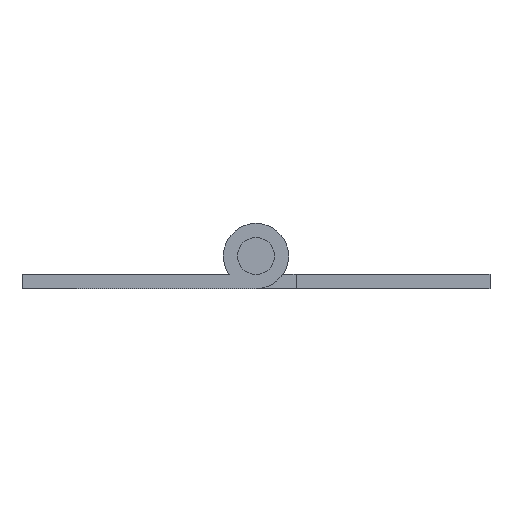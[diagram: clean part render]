
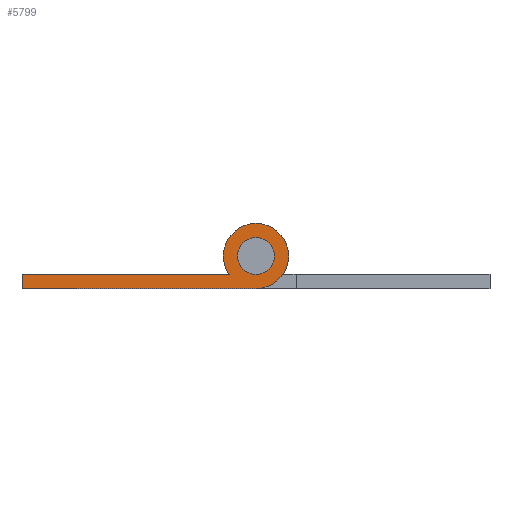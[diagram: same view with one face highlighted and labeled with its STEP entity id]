
A CAD part, front view. The second image highlights one B-rep face of the part: STEP entity #5799.
In plain terms, the highlighted face is planar.
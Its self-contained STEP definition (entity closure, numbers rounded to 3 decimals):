
#143 = CIRCLE ( 'NONE', #9684, 5.3 ) ;
#307 = VERTEX_POINT ( 'NONE', #9241 ) ;
#336 = CARTESIAN_POINT ( 'NONE',  ( -5.3, 0., 1066.5 ) ) ;
#369 = CARTESIAN_POINT ( 'NONE',  ( 0., 0., 1066.5 ) ) ;
#414 = DIRECTION ( 'NONE',  ( 0., -1., 0. ) ) ;
#592 = AXIS2_PLACEMENT_3D ( 'NONE', #10268, #4315, #3298 ) ;
#785 = EDGE_CURVE ( 'NONE', #307, #2140, #10449, .T. ) ;
#959 = AXIS2_PLACEMENT_3D ( 'NONE', #5448, #6489, #8264 ) ;
#985 = EDGE_CURVE ( 'NONE', #4240, #11718, #5133, .T. ) ;
#1000 = VECTOR ( 'NONE', #3808, 1000. ) ;
#1104 = DIRECTION ( 'NONE',  ( 1., 0., 0. ) ) ;
#1226 = CIRCLE ( 'NONE', #959, 5.3 ) ;
#1527 = VERTEX_POINT ( 'NONE', #336 ) ;
#1628 = EDGE_LOOP ( 'NONE', ( #1921, #11893, #11223, #7015, #3020, #6615 ) ) ;
#1731 = CARTESIAN_POINT ( 'NONE',  ( 0., 0., 1066.5 ) ) ;
#1861 = EDGE_LOOP ( 'NONE', ( #1973, #10299 ) ) ;
#1921 = ORIENTED_EDGE ( 'NONE', *, *, #5187, .T. ) ;
#1973 = ORIENTED_EDGE ( 'NONE', *, *, #785, .F. ) ;
#2140 = VERTEX_POINT ( 'NONE', #10700 ) ;
#2675 = AXIS2_PLACEMENT_3D ( 'NONE', #369, #4258, #4304 ) ;
#2875 = AXIS2_PLACEMENT_3D ( 'NONE', #1731, #6587, #6496 ) ;
#3020 = ORIENTED_EDGE ( 'NONE', *, *, #9594, .T. ) ;
#3298 = DIRECTION ( 'NONE',  ( 1., 0., 0. ) ) ;
#3334 = CARTESIAN_POINT ( 'NONE',  ( -38., -5.3, 1066.5 ) ) ;
#3355 = FACE_BOUND ( 'NONE', #1861, .T. ) ;
#3525 = CIRCLE ( 'NONE', #10467, 5.3 ) ;
#3808 = DIRECTION ( 'NONE',  ( 1., 0., 0. ) ) ;
#4046 = CARTESIAN_POINT ( 'NONE',  ( -4.369, -3., 1066.5 ) ) ;
#4240 = VERTEX_POINT ( 'NONE', #11648 ) ;
#4258 = DIRECTION ( 'NONE',  ( 0., 0., 1. ) ) ;
#4304 = DIRECTION ( 'NONE',  ( 1., 0., 0. ) ) ;
#4315 = DIRECTION ( 'NONE',  ( 0., 0., 1. ) ) ;
#4555 = EDGE_CURVE ( 'NONE', #11751, #9133, #5972, .T. ) ;
#4590 = DIRECTION ( 'NONE',  ( 0., 0., 1. ) ) ;
#5133 = LINE ( 'NONE', #10736, #1000 ) ;
#5187 = EDGE_CURVE ( 'NONE', #11718, #7153, #3525, .T. ) ;
#5448 = CARTESIAN_POINT ( 'NONE',  ( 0., 0., 1066.5 ) ) ;
#5799 = ADVANCED_FACE ( 'NONE', ( #8818, #3355 ), #7612, .T. ) ;
#5935 = CARTESIAN_POINT ( 'NONE',  ( 0., 0., 1066.5 ) ) ;
#5972 = LINE ( 'NONE', #9589, #10237 ) ;
#6489 = DIRECTION ( 'NONE',  ( 0., 0., 1. ) ) ;
#6496 = DIRECTION ( 'NONE',  ( 1., 0., 0. ) ) ;
#6587 = DIRECTION ( 'NONE',  ( 0., 0., 1. ) ) ;
#6615 = ORIENTED_EDGE ( 'NONE', *, *, #985, .T. ) ;
#7015 = ORIENTED_EDGE ( 'NONE', *, *, #4555, .T. ) ;
#7153 = VERTEX_POINT ( 'NONE', #12536 ) ;
#7612 = PLANE ( 'NONE',  #2875 ) ;
#7623 = CARTESIAN_POINT ( 'NONE',  ( -38., -3., 1066.5 ) ) ;
#7703 = DIRECTION ( 'NONE',  ( -1., 0., 0. ) ) ;
#8264 = DIRECTION ( 'NONE',  ( 1., 0., 0. ) ) ;
#8416 = DIRECTION ( 'NONE',  ( 1., 0., 0. ) ) ;
#8569 = VECTOR ( 'NONE', #414, 1000. ) ;
#8818 = FACE_OUTER_BOUND ( 'NONE', #1628, .T. ) ;
#9042 = CARTESIAN_POINT ( 'NONE',  ( 0., -5.3, 1066.5 ) ) ;
#9133 = VERTEX_POINT ( 'NONE', #7623 ) ;
#9241 = CARTESIAN_POINT ( 'NONE',  ( -3., 0., 1066.5 ) ) ;
#9482 = CARTESIAN_POINT ( 'NONE',  ( 0., 0., 1066.5 ) ) ;
#9589 = CARTESIAN_POINT ( 'NONE',  ( -38., -3., 1066.5 ) ) ;
#9594 = EDGE_CURVE ( 'NONE', #9133, #4240, #11005, .T. ) ;
#9684 = AXIS2_PLACEMENT_3D ( 'NONE', #5935, #9793, #1104 ) ;
#9793 = DIRECTION ( 'NONE',  ( 0., 0., 1. ) ) ;
#10237 = VECTOR ( 'NONE', #7703, 1000. ) ;
#10268 = CARTESIAN_POINT ( 'NONE',  ( 0., 0., 1066.5 ) ) ;
#10299 = ORIENTED_EDGE ( 'NONE', *, *, #11846, .F. ) ;
#10449 = CIRCLE ( 'NONE', #2675, 3. ) ;
#10461 = EDGE_CURVE ( 'NONE', #7153, #1527, #143, .T. ) ;
#10467 = AXIS2_PLACEMENT_3D ( 'NONE', #9482, #4590, #8416 ) ;
#10687 = EDGE_CURVE ( 'NONE', #1527, #11751, #1226, .T. ) ;
#10700 = CARTESIAN_POINT ( 'NONE',  ( 3., 0., 1066.5 ) ) ;
#10736 = CARTESIAN_POINT ( 'NONE',  ( 0., -5.3, 1066.5 ) ) ;
#11005 = LINE ( 'NONE', #3334, #8569 ) ;
#11223 = ORIENTED_EDGE ( 'NONE', *, *, #10687, .T. ) ;
#11530 = CIRCLE ( 'NONE', #592, 3. ) ;
#11648 = CARTESIAN_POINT ( 'NONE',  ( -38., -5.3, 1066.5 ) ) ;
#11718 = VERTEX_POINT ( 'NONE', #9042 ) ;
#11751 = VERTEX_POINT ( 'NONE', #4046 ) ;
#11846 = EDGE_CURVE ( 'NONE', #2140, #307, #11530, .T. ) ;
#11893 = ORIENTED_EDGE ( 'NONE', *, *, #10461, .T. ) ;
#12536 = CARTESIAN_POINT ( 'NONE',  ( 5.3, 0., 1066.5 ) ) ;
